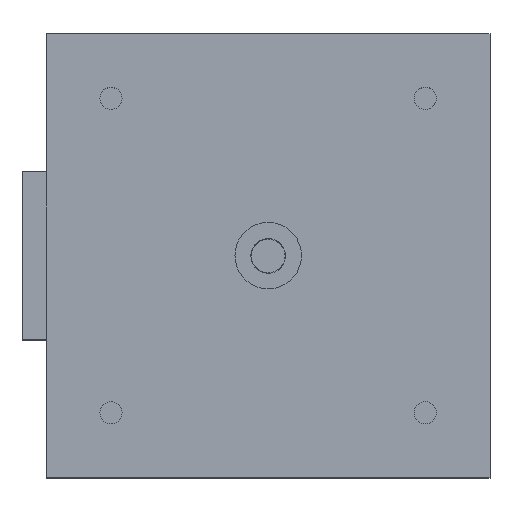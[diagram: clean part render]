
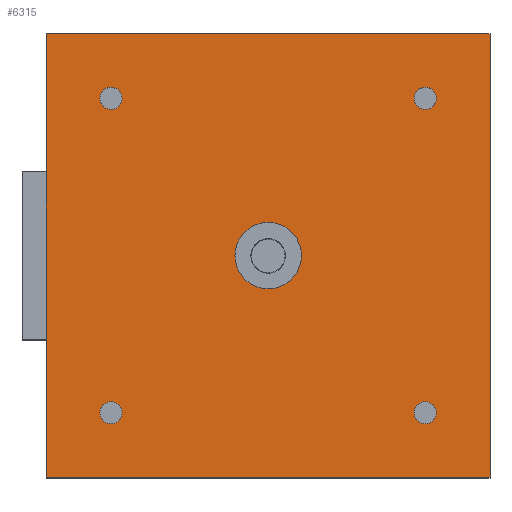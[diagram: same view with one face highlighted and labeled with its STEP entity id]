
A CAD part, top view. The second image highlights one B-rep face of the part: STEP entity #6315.
In plain terms, the highlighted planar face has unit normal (0, 0, 1).
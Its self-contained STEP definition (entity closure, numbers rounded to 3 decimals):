
#96=CIRCLE('',#6721,7.5);
#98=CIRCLE('',#6724,2.5);
#100=CIRCLE('',#6727,2.5);
#102=CIRCLE('',#6730,2.5);
#104=CIRCLE('',#6733,2.5);
#465=FACE_BOUND('',#1038,.T.);
#466=FACE_BOUND('',#1039,.T.);
#467=FACE_BOUND('',#1040,.T.);
#468=FACE_BOUND('',#1041,.T.);
#469=FACE_BOUND('',#1042,.T.);
#650=FACE_OUTER_BOUND('',#1037,.T.);
#1037=EDGE_LOOP('',(#4397,#4398,#4399,#4400));
#1038=EDGE_LOOP('',(#4401));
#1039=EDGE_LOOP('',(#4402));
#1040=EDGE_LOOP('',(#4403));
#1041=EDGE_LOOP('',(#4404));
#1042=EDGE_LOOP('',(#4405));
#1589=LINE('',#9266,#2216);
#1610=LINE('',#9328,#2237);
#1612=LINE('',#9331,#2239);
#1613=LINE('',#9333,#2240);
#2216=VECTOR('',#7380,10.);
#2237=VECTOR('',#7443,10.);
#2239=VECTOR('',#7447,10.);
#2240=VECTOR('',#7450,10.);
#2835=VERTEX_POINT('',#9263);
#2836=VERTEX_POINT('',#9265);
#2841=VERTEX_POINT('',#9277);
#2843=VERTEX_POINT('',#9283);
#2845=VERTEX_POINT('',#9289);
#2847=VERTEX_POINT('',#9295);
#2849=VERTEX_POINT('',#9301);
#2855=VERTEX_POINT('',#9325);
#2856=VERTEX_POINT('',#9327);
#3430=EDGE_CURVE('',#2836,#2835,#1589,.T.);
#3436=EDGE_CURVE('',#2841,#2841,#96,.T.);
#3439=EDGE_CURVE('',#2843,#2843,#98,.T.);
#3442=EDGE_CURVE('',#2845,#2845,#100,.T.);
#3445=EDGE_CURVE('',#2847,#2847,#102,.T.);
#3448=EDGE_CURVE('',#2849,#2849,#104,.T.);
#3461=EDGE_CURVE('',#2856,#2855,#1610,.T.);
#3463=EDGE_CURVE('',#2855,#2836,#1612,.T.);
#3464=EDGE_CURVE('',#2835,#2856,#1613,.T.);
#4397=ORIENTED_EDGE('',*,*,#3464,.T.);
#4398=ORIENTED_EDGE('',*,*,#3461,.T.);
#4399=ORIENTED_EDGE('',*,*,#3463,.T.);
#4400=ORIENTED_EDGE('',*,*,#3430,.T.);
#4401=ORIENTED_EDGE('',*,*,#3436,.T.);
#4402=ORIENTED_EDGE('',*,*,#3439,.T.);
#4403=ORIENTED_EDGE('',*,*,#3442,.T.);
#4404=ORIENTED_EDGE('',*,*,#3445,.T.);
#4405=ORIENTED_EDGE('',*,*,#3448,.T.);
#6052=PLANE('',#6743);
#6315=ADVANCED_FACE('',(#650,#465,#466,#467,#468,#469),#6052,.T.);
#6721=AXIS2_PLACEMENT_3D('',#9278,#7388,#7389);
#6724=AXIS2_PLACEMENT_3D('',#9284,#7395,#7396);
#6727=AXIS2_PLACEMENT_3D('',#9290,#7402,#7403);
#6730=AXIS2_PLACEMENT_3D('',#9296,#7409,#7410);
#6733=AXIS2_PLACEMENT_3D('',#9302,#7416,#7417);
#6743=AXIS2_PLACEMENT_3D('',#9334,#7451,#7452);
#7380=DIRECTION('',(0.,-1.,0.));
#7388=DIRECTION('center_axis',(0.,0.,-1.));
#7389=DIRECTION('ref_axis',(-1.,0.,0.));
#7395=DIRECTION('center_axis',(0.,0.,-1.));
#7396=DIRECTION('ref_axis',(-1.,0.,0.));
#7402=DIRECTION('center_axis',(0.,0.,-1.));
#7403=DIRECTION('ref_axis',(-1.,0.,0.));
#7409=DIRECTION('center_axis',(0.,0.,-1.));
#7410=DIRECTION('ref_axis',(-1.,0.,0.));
#7416=DIRECTION('center_axis',(0.,0.,-1.));
#7417=DIRECTION('ref_axis',(-1.,0.,0.));
#7443=DIRECTION('',(0.,1.,0.));
#7447=DIRECTION('',(-1.,0.,0.));
#7450=DIRECTION('',(1.,0.,0.));
#7451=DIRECTION('center_axis',(0.,0.,1.));
#7452=DIRECTION('ref_axis',(-1.,0.,0.));
#9263=CARTESIAN_POINT('',(-50.,-50.,112.));
#9265=CARTESIAN_POINT('',(-50.,50.,112.));
#9266=CARTESIAN_POINT('',(-50.,50.,112.));
#9277=CARTESIAN_POINT('',(7.5,0.,112.));
#9278=CARTESIAN_POINT('Origin',(0.,0.,112.));
#9283=CARTESIAN_POINT('',(37.929,35.429,112.));
#9284=CARTESIAN_POINT('Origin',(35.429,35.429,112.));
#9289=CARTESIAN_POINT('',(37.929,-35.429,112.));
#9290=CARTESIAN_POINT('Origin',(35.429,-35.429,112.));
#9295=CARTESIAN_POINT('',(-32.929,35.429,112.));
#9296=CARTESIAN_POINT('Origin',(-35.429,35.429,112.));
#9301=CARTESIAN_POINT('',(-32.929,-35.429,112.));
#9302=CARTESIAN_POINT('Origin',(-35.429,-35.429,112.));
#9325=CARTESIAN_POINT('',(50.,50.,112.));
#9327=CARTESIAN_POINT('',(50.,-50.,112.));
#9328=CARTESIAN_POINT('',(50.,-50.,112.));
#9331=CARTESIAN_POINT('',(50.,50.,112.));
#9333=CARTESIAN_POINT('',(-50.,-50.,112.));
#9334=CARTESIAN_POINT('Origin',(0.,0.,112.));
